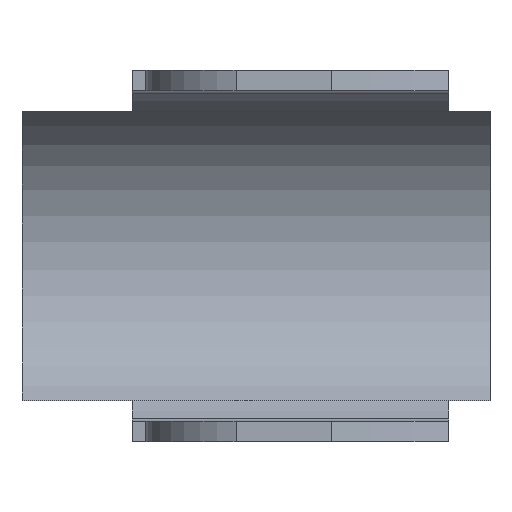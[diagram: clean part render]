
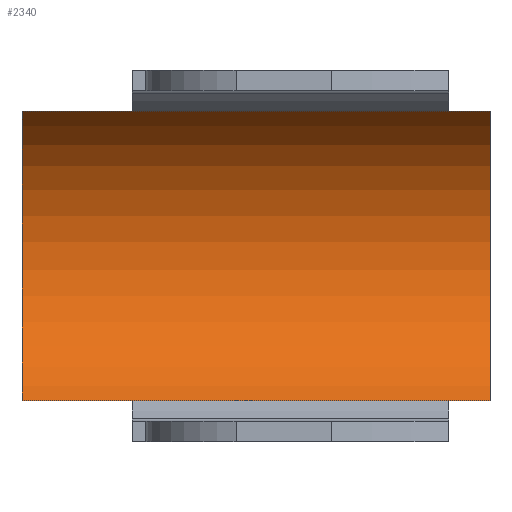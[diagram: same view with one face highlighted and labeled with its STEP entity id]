
A CAD part, front view. The second image highlights one B-rep face of the part: STEP entity #2340.
In plain terms, the highlighted cylindrical face has radius 12 mm (diameter 24 mm), a partial arc.
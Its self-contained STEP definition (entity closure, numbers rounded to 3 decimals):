
#2176=CARTESIAN_POINT('',(16.,-13.,-17.));
#2177=DIRECTION('',(0.,0.,-1.));
#2178=DIRECTION('',(-0.875,0.484,0.));
#2179=AXIS2_PLACEMENT_3D('',#2176,#2177,#2178);
#2194=DIRECTION('',(0.,0.,1.));
#2195=VECTOR('',#2194,34.);
#2196=CARTESIAN_POINT('',(5.5,-7.191,-17.));
#2197=LINE('',#2196,#2195);
#2224=DIRECTION('',(0.,0.,1.));
#2225=VECTOR('',#2224,34.);
#2226=CARTESIAN_POINT('',(26.5,-7.191,-17.));
#2227=LINE('',#2226,#2225);
#2228=CARTESIAN_POINT('',(16.,-13.,17.));
#2229=DIRECTION('',(0.,0.,-1.));
#2230=DIRECTION('',(-0.875,0.484,0.));
#2231=AXIS2_PLACEMENT_3D('',#2228,#2229,#2230);
#2278=CARTESIAN_POINT('',(5.5,-7.191,-17.));
#2279=CARTESIAN_POINT('',(26.5,-7.191,-17.));
#2280=VERTEX_POINT('',#2278);
#2281=VERTEX_POINT('',#2279);
#2286=CARTESIAN_POINT('',(5.5,-7.191,17.));
#2287=CARTESIAN_POINT('',(26.5,-7.191,17.));
#2288=VERTEX_POINT('',#2286);
#2289=VERTEX_POINT('',#2287);
#2326=CARTESIAN_POINT('',(16.,-13.,-17.));
#2327=DIRECTION('',(0.,0.,1.));
#2328=DIRECTION('',(1.,0.,0.));
#2329=AXIS2_PLACEMENT_3D('',#2326,#2327,#2328);
#2330=CYLINDRICAL_SURFACE('',#2329,12.);
#2331=ORIENTED_EDGE('',*,*,#2315,.F.);
#2333=ORIENTED_EDGE('',*,*,#2332,.T.);
#2335=ORIENTED_EDGE('',*,*,#2334,.T.);
#2337=ORIENTED_EDGE('',*,*,#2336,.F.);
#2338=EDGE_LOOP('',(#2331,#2333,#2335,#2337));
#2339=FACE_OUTER_BOUND('',#2338,.F.);
#2340=ADVANCED_FACE('',(#2339),#2330,.F.);
#2180=CIRCLE('',#2179,12.);
#2232=CIRCLE('',#2231,12.);
#2315=EDGE_CURVE('',#2280,#2281,#2180,.T.);
#2332=EDGE_CURVE('',#2280,#2288,#2197,.T.);
#2334=EDGE_CURVE('',#2288,#2289,#2232,.T.);
#2336=EDGE_CURVE('',#2281,#2289,#2227,.T.);
